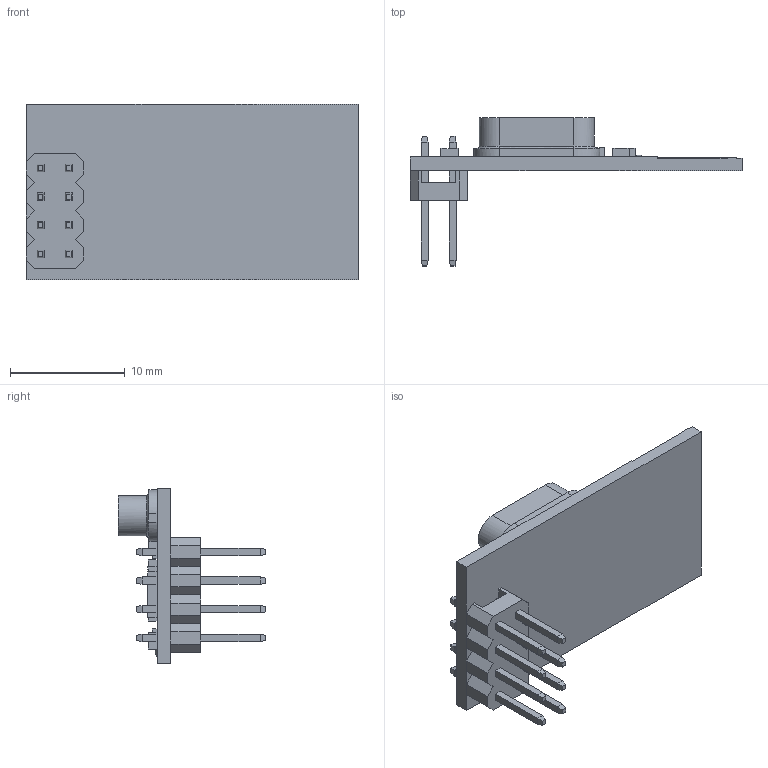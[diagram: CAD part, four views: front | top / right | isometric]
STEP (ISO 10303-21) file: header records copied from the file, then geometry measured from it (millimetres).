
FILE_DESCRIPTION (( 'STEP AP214' ), '1' );
FILE_NAME ('rádio.STEP', '2018-11-01T11:40:53', ( '' ), ( '' ), 'SwSTEP 2.0', 'SolidWorks 2017', '' );
FILE_SCHEMA (( 'AUTOMOTIVE_DESIGN' ));
Length unit declared in the file: millimetre
Products named in the file (1): rádio
Bounding box: 28.95 x 12.9 x 15.3 mm (x, y, z)
Volume: 780.7 mm3; surface area: 1437.7 mm2
Topology: 1 solids, 1 shells, 451 faces, 1146 edges, 734 vertices
Faces by surface type: plane 408, cylinder 39, bspline 4
Entity records: 17018 total; most frequent: CARTESIAN_POINT 2596, ORIENTED_EDGE 2292, DIRECTION 2056, EDGE_CURVE 1146, VECTOR 1076, LINE 1076, VERTEX_POINT 734, EDGE_LOOP 490
